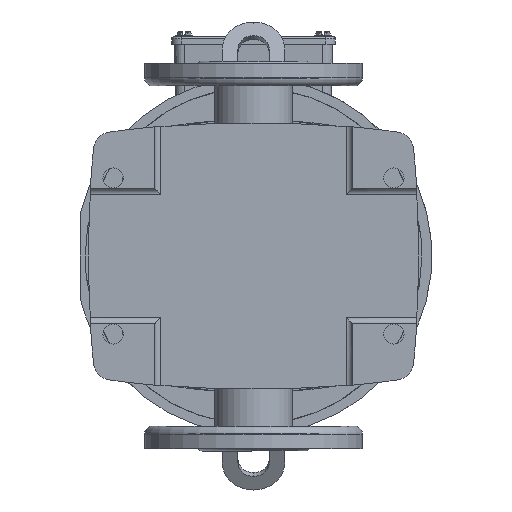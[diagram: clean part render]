
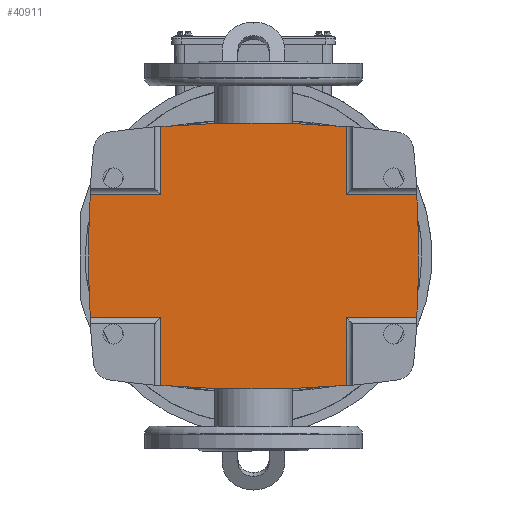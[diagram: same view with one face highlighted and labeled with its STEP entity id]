
A CAD part, front view. The second image highlights one B-rep face of the part: STEP entity #40911.
In plain terms, the highlighted planar face has unit normal (0, -1, 0).
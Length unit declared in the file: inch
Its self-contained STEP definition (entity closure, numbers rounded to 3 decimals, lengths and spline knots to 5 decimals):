
#740 = EDGE_CURVE ( 'NONE', #64384, #50210, #2628, .T. ) ;
#1609 = CIRCLE ( 'NONE', #83129, 27.26527 ) ;
#2628 = LINE ( 'NONE', #67586, #34634 ) ;
#3556 = AXIS2_PLACEMENT_3D ( 'NONE', #86297, #59156, #10880 ) ;
#4173 = PLANE ( 'NONE',  #42197 ) ;
#5482 = LINE ( 'NONE', #17430, #83292 ) ;
#6645 = CARTESIAN_POINT ( 'NONE',  ( 23.10315, 0.19685, 0. ) ) ;
#7465 = VECTOR ( 'NONE', #13100, 39.37008 ) ;
#8343 = DIRECTION ( 'NONE',  ( 0., 0., 1. ) ) ;
#9240 = DIRECTION ( 'NONE',  ( 0., 1., 0. ) ) ;
#9322 = VERTEX_POINT ( 'NONE', #54303 ) ;
#10457 = CARTESIAN_POINT ( 'NONE',  ( 0., 0.19685, 23.10236 ) ) ;
#10880 = DIRECTION ( 'NONE',  ( 0., 0., 1. ) ) ;
#11512 = CARTESIAN_POINT ( 'NONE',  ( 0., 0.19685, 4.16291 ) ) ;
#12089 = DIRECTION ( 'NONE',  ( 0., 0., 1. ) ) ;
#12353 = ORIENTED_EDGE ( 'NONE', *, *, #740, .F. ) ;
#12927 = LINE ( 'NONE', #84698, #84391 ) ;
#13100 = DIRECTION ( 'NONE',  ( 0., 0., 1. ) ) ;
#13121 = DIRECTION ( 'NONE',  ( 0., -1., 0. ) ) ;
#14685 = CARTESIAN_POINT ( 'NONE',  ( -1.54265, 0.19685, -2.33625 ) ) ;
#14883 = VERTEX_POINT ( 'NONE', #65545 ) ;
#17401 = EDGE_CURVE ( 'NONE', #14883, #50210, #23993, .T. ) ;
#17430 = CARTESIAN_POINT ( 'NONE',  ( 1.54265, 0.19685, -4.59646 ) ) ;
#17781 = CARTESIAN_POINT ( 'NONE',  ( 0., 0.19685, -4.16291 ) ) ;
#18341 = ORIENTED_EDGE ( 'NONE', *, *, #64350, .T. ) ;
#20580 = CARTESIAN_POINT ( 'NONE',  ( -4.59646, 0.19685, -2.33625 ) ) ;
#21242 = DIRECTION ( 'NONE',  ( 1., 0., 0. ) ) ;
#21620 = EDGE_CURVE ( 'NONE', #29653, #84751, #82192, .T. ) ;
#23431 = VERTEX_POINT ( 'NONE', #11512 ) ;
#23993 = LINE ( 'NONE', #20580, #86841 ) ;
#25908 = DIRECTION ( 'NONE',  ( 0., 0., 1. ) ) ;
#27742 = EDGE_CURVE ( 'NONE', #43933, #37049, #67737, .T. ) ;
#29568 = CARTESIAN_POINT ( 'NONE',  ( -1.54265, 0.19685, 2.33625 ) ) ;
#29653 = VERTEX_POINT ( 'NONE', #85712 ) ;
#30770 = EDGE_CURVE ( 'NONE', #46852, #23431, #33307, .T. ) ;
#32158 = EDGE_CURVE ( 'NONE', #59991, #47002, #12927, .T. ) ;
#32435 = AXIS2_PLACEMENT_3D ( 'NONE', #66925, #67215, #12089 ) ;
#32612 = CIRCLE ( 'NONE', #79040, 26.47079 ) ;
#33307 = CIRCLE ( 'NONE', #3556, 27.26527 ) ;
#34230 = EDGE_CURVE ( 'NONE', #84751, #64384, #35115, .T. ) ;
#34634 = VECTOR ( 'NONE', #25908, 39.37008 ) ;
#35115 = CIRCLE ( 'NONE', #39055, 27.26527 ) ;
#35204 = CARTESIAN_POINT ( 'NONE',  ( -1.54265, 0.19685, -4.59646 ) ) ;
#35407 = VECTOR ( 'NONE', #21242, 39.37008 ) ;
#35989 = ORIENTED_EDGE ( 'NONE', *, *, #59428, .F. ) ;
#36473 = ORIENTED_EDGE ( 'NONE', *, *, #84784, .F. ) ;
#36961 = ORIENTED_EDGE ( 'NONE', *, *, #34230, .F. ) ;
#37049 = VERTEX_POINT ( 'NONE', #64879 ) ;
#39055 = AXIS2_PLACEMENT_3D ( 'NONE', #10457, #44720, #71573 ) ;
#40007 = CARTESIAN_POINT ( 'NONE',  ( 1.54265, 0.19685, 4.11924 ) ) ;
#40911 = ADVANCED_FACE ( 'NONE', ( #62702 ), #4173, .F. ) ;
#41974 = ORIENTED_EDGE ( 'NONE', *, *, #30770, .T. ) ;
#42197 = AXIS2_PLACEMENT_3D ( 'NONE', #79853, #65831, #59276 ) ;
#42457 = VERTEX_POINT ( 'NONE', #85499 ) ;
#43363 = VERTEX_POINT ( 'NONE', #51769 ) ;
#43933 = VERTEX_POINT ( 'NONE', #62099 ) ;
#44528 = DIRECTION ( 'NONE',  ( 0., 0., 1. ) ) ;
#44536 = ORIENTED_EDGE ( 'NONE', *, *, #21620, .F. ) ;
#44720 = DIRECTION ( 'NONE',  ( 0., 1., 0. ) ) ;
#45832 = LINE ( 'NONE', #47073, #7465 ) ;
#46852 = VERTEX_POINT ( 'NONE', #40007 ) ;
#47002 = VERTEX_POINT ( 'NONE', #29568 ) ;
#47073 = CARTESIAN_POINT ( 'NONE',  ( 1.54265, 0.19685, -4.59646 ) ) ;
#47991 = DIRECTION ( 'NONE',  ( 0., 0., 1. ) ) ;
#48486 = EDGE_CURVE ( 'NONE', #47002, #9322, #80233, .T. ) ;
#49689 = ORIENTED_EDGE ( 'NONE', *, *, #32158, .F. ) ;
#50210 = VERTEX_POINT ( 'NONE', #14685 ) ;
#51769 = CARTESIAN_POINT ( 'NONE',  ( 3.26434, 0.19685, 2.33625 ) ) ;
#54219 = DIRECTION ( 'NONE',  ( 1., 0., 0. ) ) ;
#54303 = CARTESIAN_POINT ( 'NONE',  ( -1.54265, 0.19685, 4.11924 ) ) ;
#56018 = VECTOR ( 'NONE', #78457, 39.37008 ) ;
#57009 = CARTESIAN_POINT ( 'NONE',  ( -4.59646, 0.19685, -2.33625 ) ) ;
#58720 = ORIENTED_EDGE ( 'NONE', *, *, #65549, .T. ) ;
#59156 = DIRECTION ( 'NONE',  ( 0., -1., 0. ) ) ;
#59276 = DIRECTION ( 'NONE',  ( 0., 0., 1. ) ) ;
#59428 = EDGE_CURVE ( 'NONE', #42457, #43363, #71609, .T. ) ;
#59497 = ORIENTED_EDGE ( 'NONE', *, *, #48486, .F. ) ;
#59991 = VERTEX_POINT ( 'NONE', #76549 ) ;
#61456 = DIRECTION ( 'NONE',  ( 0., 0., 1. ) ) ;
#62003 = AXIS2_PLACEMENT_3D ( 'NONE', #64628, #9240, #70089 ) ;
#62044 = CARTESIAN_POINT ( 'NONE',  ( -1.54265, 0.19685, -4.11924 ) ) ;
#62089 = VECTOR ( 'NONE', #8343, 39.37008 ) ;
#62099 = CARTESIAN_POINT ( 'NONE',  ( 1.54265, 0.19685, -2.33625 ) ) ;
#62702 = FACE_OUTER_BOUND ( 'NONE', #84757, .T. ) ;
#64350 = EDGE_CURVE ( 'NONE', #59991, #14883, #32612, .T. ) ;
#64384 = VERTEX_POINT ( 'NONE', #62044 ) ;
#64628 = CARTESIAN_POINT ( 'NONE',  ( 0., 0.19685, 23.10236 ) ) ;
#64879 = CARTESIAN_POINT ( 'NONE',  ( 3.26434, 0.19685, -2.33625 ) ) ;
#65545 = CARTESIAN_POINT ( 'NONE',  ( -3.26434, 0.19685, -2.33625 ) ) ;
#65549 = EDGE_CURVE ( 'NONE', #23431, #9322, #1609, .T. ) ;
#65831 = DIRECTION ( 'NONE',  ( 0., 1., 0. ) ) ;
#66925 = CARTESIAN_POINT ( 'NONE',  ( -23.10315, 0.19685, 0. ) ) ;
#67215 = DIRECTION ( 'NONE',  ( 0., 1., 0. ) ) ;
#67586 = CARTESIAN_POINT ( 'NONE',  ( -1.54265, 0.19685, -4.59646 ) ) ;
#67737 = LINE ( 'NONE', #57009, #56018 ) ;
#69505 = CARTESIAN_POINT ( 'NONE',  ( -4.59646, 0.19685, 2.33625 ) ) ;
#70089 = DIRECTION ( 'NONE',  ( 0., 0., 1. ) ) ;
#70721 = CIRCLE ( 'NONE', #32435, 26.47079 ) ;
#70986 = DIRECTION ( 'NONE',  ( 1., 0., 0. ) ) ;
#71573 = DIRECTION ( 'NONE',  ( 0., 0., 1. ) ) ;
#71609 = LINE ( 'NONE', #69505, #35407 ) ;
#72452 = ORIENTED_EDGE ( 'NONE', *, *, #72783, .T. ) ;
#72783 = EDGE_CURVE ( 'NONE', #29653, #43933, #5482, .T. ) ;
#73738 = DIRECTION ( 'NONE',  ( 0., -1., 0. ) ) ;
#74357 = ORIENTED_EDGE ( 'NONE', *, *, #17401, .T. ) ;
#75133 = CARTESIAN_POINT ( 'NONE',  ( 0., 0.19685, -23.10236 ) ) ;
#76549 = CARTESIAN_POINT ( 'NONE',  ( -3.26434, 0.19685, 2.33625 ) ) ;
#78457 = DIRECTION ( 'NONE',  ( 1., 0., 0. ) ) ;
#79040 = AXIS2_PLACEMENT_3D ( 'NONE', #6645, #73738, #61456 ) ;
#79853 = CARTESIAN_POINT ( 'NONE',  ( -1.54265, 0.19685, -4.59646 ) ) ;
#80233 = LINE ( 'NONE', #35204, #62089 ) ;
#82192 = CIRCLE ( 'NONE', #62003, 27.26527 ) ;
#82380 = ORIENTED_EDGE ( 'NONE', *, *, #27742, .T. ) ;
#83129 = AXIS2_PLACEMENT_3D ( 'NONE', #75133, #13121, #47991 ) ;
#83292 = VECTOR ( 'NONE', #44528, 39.37008 ) ;
#84391 = VECTOR ( 'NONE', #70986, 39.37008 ) ;
#84552 = EDGE_CURVE ( 'NONE', #42457, #46852, #45832, .T. ) ;
#84698 = CARTESIAN_POINT ( 'NONE',  ( -4.59646, 0.19685, 2.33625 ) ) ;
#84751 = VERTEX_POINT ( 'NONE', #17781 ) ;
#84757 = EDGE_LOOP ( 'NONE', ( #59497, #49689, #18341, #74357, #12353, #36961, #44536, #72452, #82380, #36473, #35989, #86526, #41974, #58720 ) ) ;
#84784 = EDGE_CURVE ( 'NONE', #43363, #37049, #70721, .T. ) ;
#85499 = CARTESIAN_POINT ( 'NONE',  ( 1.54265, 0.19685, 2.33625 ) ) ;
#85712 = CARTESIAN_POINT ( 'NONE',  ( 1.54265, 0.19685, -4.11924 ) ) ;
#86297 = CARTESIAN_POINT ( 'NONE',  ( 0., 0.19685, -23.10236 ) ) ;
#86526 = ORIENTED_EDGE ( 'NONE', *, *, #84552, .T. ) ;
#86841 = VECTOR ( 'NONE', #54219, 39.37008 ) ;
